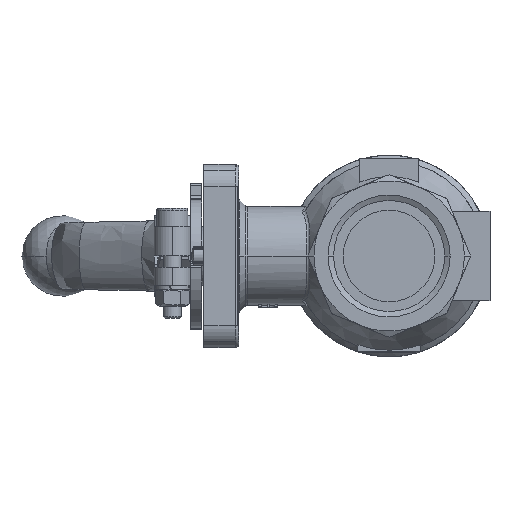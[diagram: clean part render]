
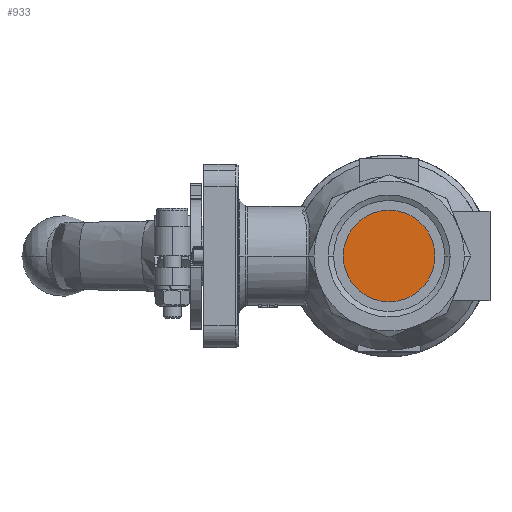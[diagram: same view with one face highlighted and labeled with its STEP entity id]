
A CAD part, left-side view. The second image highlights one B-rep face of the part: STEP entity #933.
In plain terms, the highlighted planar face has unit normal (-1, 0, 0).
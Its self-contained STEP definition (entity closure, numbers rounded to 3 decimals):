
#933=ADVANCED_FACE('',(#2443),#2444,.F.);
#2443=FACE_OUTER_BOUND('',#5662,.T.);
#2444=PLANE('',#5663);
#5662=EDGE_LOOP('',(#10424,#10425));
#5663=AXIS2_PLACEMENT_3D('',#10426,#10427,#10428);
#10424=ORIENTED_EDGE('',*,*,#16220,.F.);
#10425=ORIENTED_EDGE('',*,*,#16241,.F.);
#10426=CARTESIAN_POINT('',(-21.332,-6.25,0.0));
#10427=DIRECTION('',(1.0,0.0,0.0));
#10428=DIRECTION('',(0.0,1.0,-0.0));
#16220=EDGE_CURVE('',#19159,#19162,#19163,.T.);
#16241=EDGE_CURVE('',#19162,#19159,#19192,.T.);
#19159=VERTEX_POINT('',#24093);
#19162=VERTEX_POINT('',#24097);
#19163=CIRCLE('',#24098,12.5);
#19192=CIRCLE('',#24132,12.5);
#24093=CARTESIAN_POINT('',(-21.332,-12.5,0.0));
#24097=CARTESIAN_POINT('',(-21.332,12.5,0.));
#24098=AXIS2_PLACEMENT_3D('',#31258,#31259,#31260);
#24132=AXIS2_PLACEMENT_3D('',#31293,#31294,#31295);
#31258=CARTESIAN_POINT('',(-21.332,0.0,0.0));
#31259=DIRECTION('',(1.0,0.0,0.0));
#31260=DIRECTION('',(0.0,-1.0,0.0));
#31293=CARTESIAN_POINT('',(-21.332,0.0,0.0));
#31294=DIRECTION('',(1.0,0.0,0.0));
#31295=DIRECTION('',(0.0,-1.0,0.0));
